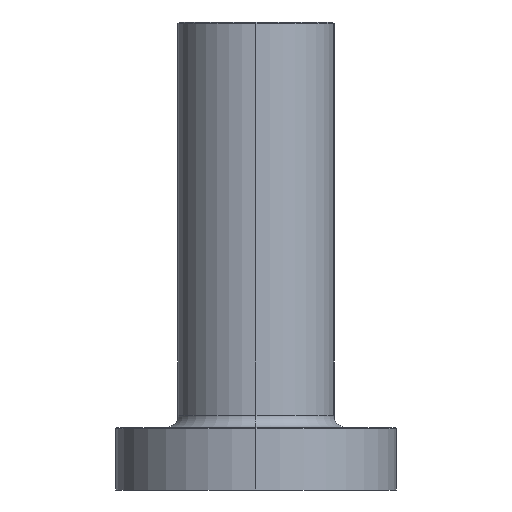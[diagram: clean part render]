
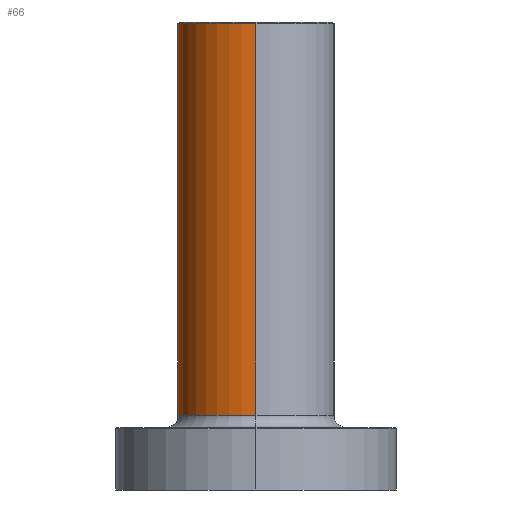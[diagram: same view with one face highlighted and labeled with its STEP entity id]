
A CAD part, left-side view. The second image highlights one B-rep face of the part: STEP entity #66.
In plain terms, the highlighted cylindrical face has radius 12.5 mm (diameter 25 mm), a partial arc.
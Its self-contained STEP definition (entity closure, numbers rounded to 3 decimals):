
#32 = ORIENTED_EDGE ( 'NONE', *, *, #812, .T. ) ;
#66 = ADVANCED_FACE ( 'NONE', ( #784 ), #589, .T. ) ;
#88 = CARTESIAN_POINT ( 'NONE',  ( 12.5, 0., 75. ) ) ;
#103 = CARTESIAN_POINT ( 'NONE',  ( -12.5, 0., 75. ) ) ;
#106 = CARTESIAN_POINT ( 'NONE',  ( 12.5, 0., 74.8 ) ) ;
#116 = EDGE_CURVE ( 'NONE', #330, #762, #1086, .T. ) ;
#139 = CARTESIAN_POINT ( 'NONE',  ( -12.5, 0., 74.8 ) ) ;
#190 = ORIENTED_EDGE ( 'NONE', *, *, #771, .F. ) ;
#195 = CARTESIAN_POINT ( 'NONE',  ( -12.5, 0., 12. ) ) ;
#201 = DIRECTION ( 'NONE',  ( 0., 0., 1. ) ) ;
#305 = EDGE_CURVE ( 'NONE', #762, #1263, #966, .T. ) ;
#330 = VERTEX_POINT ( 'NONE', #106 ) ;
#358 = ORIENTED_EDGE ( 'NONE', *, *, #305, .T. ) ;
#373 = AXIS2_PLACEMENT_3D ( 'NONE', #1101, #1018, #1225 ) ;
#396 = AXIS2_PLACEMENT_3D ( 'NONE', #988, #1294, #1306 ) ;
#431 = VECTOR ( 'NONE', #908, 1000. ) ;
#472 = DIRECTION ( 'NONE',  ( 0., 0., -1. ) ) ;
#589 = CYLINDRICAL_SURFACE ( 'NONE', #396, 12.5 ) ;
#613 = DIRECTION ( 'NONE',  ( 1., 0., 0. ) ) ;
#620 = EDGE_LOOP ( 'NONE', ( #32, #1120, #358, #190 ) ) ;
#762 = VERTEX_POINT ( 'NONE', #1230 ) ;
#771 = EDGE_CURVE ( 'NONE', #970, #1263, #819, .T. ) ;
#784 = FACE_OUTER_BOUND ( 'NONE', #620, .T. ) ;
#800 = VECTOR ( 'NONE', #472, 1000. ) ;
#812 = EDGE_CURVE ( 'NONE', #970, #330, #948, .T. ) ;
#819 = LINE ( 'NONE', #103, #431 ) ;
#908 = DIRECTION ( 'NONE',  ( 0., 0., -1. ) ) ;
#927 = CARTESIAN_POINT ( 'NONE',  ( 0., 0., 12. ) ) ;
#948 = CIRCLE ( 'NONE', #373, 12.5 ) ;
#966 = CIRCLE ( 'NONE', #1091, 12.5 ) ;
#970 = VERTEX_POINT ( 'NONE', #139 ) ;
#988 = CARTESIAN_POINT ( 'NONE',  ( 0., 0., 75. ) ) ;
#1018 = DIRECTION ( 'NONE',  ( 0., 0., -1. ) ) ;
#1086 = LINE ( 'NONE', #88, #800 ) ;
#1091 = AXIS2_PLACEMENT_3D ( 'NONE', #927, #201, #613 ) ;
#1101 = CARTESIAN_POINT ( 'NONE',  ( 0., 0., 74.8 ) ) ;
#1120 = ORIENTED_EDGE ( 'NONE', *, *, #116, .T. ) ;
#1225 = DIRECTION ( 'NONE',  ( 1., 0., 0. ) ) ;
#1230 = CARTESIAN_POINT ( 'NONE',  ( 12.5, 0., 12. ) ) ;
#1263 = VERTEX_POINT ( 'NONE', #195 ) ;
#1294 = DIRECTION ( 'NONE',  ( 0., 0., -1. ) ) ;
#1306 = DIRECTION ( 'NONE',  ( -1., 0., 0. ) ) ;
